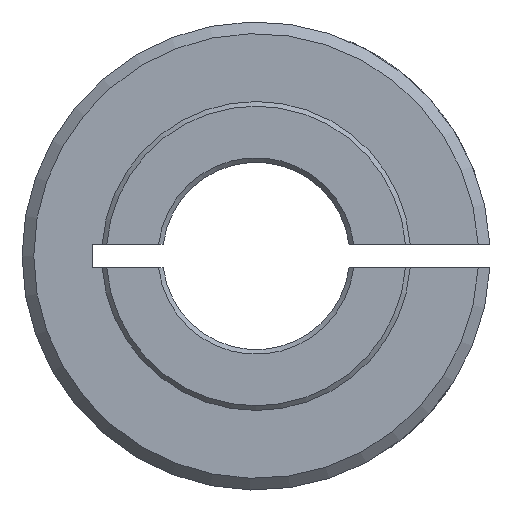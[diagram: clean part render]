
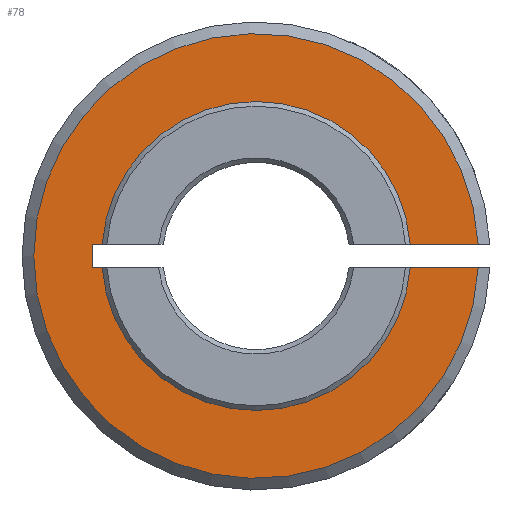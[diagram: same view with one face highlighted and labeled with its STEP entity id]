
A CAD part, left-side view. The second image highlights one B-rep face of the part: STEP entity #78.
In plain terms, the highlighted planar face has unit normal (-1, 0, 0).
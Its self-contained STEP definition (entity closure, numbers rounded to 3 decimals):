
#78 = ADVANCED_FACE( '', ( #170 ), #171, .T. );
#170 = FACE_OUTER_BOUND( '', #268, .T. );
#171 = PLANE( '', #269 );
#268 = EDGE_LOOP( '', ( #437, #438, #439, #440, #441, #442, #443, #444 ) );
#269 = AXIS2_PLACEMENT_3D( '', #445, #446, #447 );
#437 = ORIENTED_EDGE( '', *, *, #615, .F. );
#438 = ORIENTED_EDGE( '', *, *, #620, .T. );
#439 = ORIENTED_EDGE( '', *, *, #639, .T. );
#440 = ORIENTED_EDGE( '', *, *, #640, .T. );
#441 = ORIENTED_EDGE( '', *, *, #641, .T. );
#442 = ORIENTED_EDGE( '', *, *, #630, .T. );
#443 = ORIENTED_EDGE( '', *, *, #578, .T. );
#444 = ORIENTED_EDGE( '', *, *, #642, .T. );
#445 = CARTESIAN_POINT( '', ( 1., 9.5, 0. ) );
#446 = DIRECTION( '', ( -1., 0., 0. ) );
#447 = DIRECTION( '', ( 0., 0., 1. ) );
#578 = EDGE_CURVE( '', #683, #684, #685, .T. );
#615 = EDGE_CURVE( '', #744, #746, #747, .T. );
#620 = EDGE_CURVE( '', #744, #753, #755, .T. );
#630 = EDGE_CURVE( '', #770, #683, #771, .T. );
#639 = EDGE_CURVE( '', #753, #783, #784, .T. );
#640 = EDGE_CURVE( '', #783, #785, #786, .T. );
#641 = EDGE_CURVE( '', #785, #770, #787, .T. );
#642 = EDGE_CURVE( '', #684, #746, #788, .T. );
#683 = VERTEX_POINT( '', #836 );
#684 = VERTEX_POINT( '', #837 );
#685 = CIRCLE( '', #838, 6.6 );
#744 = VERTEX_POINT( '', #986 );
#746 = VERTEX_POINT( '', #991 );
#747 = CIRCLE( '', #992, 9.5 );
#753 = VERTEX_POINT( '', #1004 );
#755 = LINE( '', #1007, #1008 );
#770 = VERTEX_POINT( '', #1041 );
#771 = LINE( '', #1042, #1043 );
#783 = VERTEX_POINT( '', #1057 );
#784 = CIRCLE( '', #1058, 6.6 );
#785 = VERTEX_POINT( '', #1059 );
#786 = LINE( '', #1060, #1061 );
#787 = LINE( '', #1062, #1063 );
#788 = LINE( '', #1064, #1065 );
#836 = CARTESIAN_POINT( '', ( 1., 6.581, 0.5 ) );
#837 = CARTESIAN_POINT( '', ( 1., -6.581, 0.5 ) );
#838 = AXIS2_PLACEMENT_3D( '', #1132, #1133, #1134 );
#986 = CARTESIAN_POINT( '', ( 1., -9.487, -0.5 ) );
#991 = CARTESIAN_POINT( '', ( 1., -9.487, 0.5 ) );
#992 = AXIS2_PLACEMENT_3D( '', #1181, #1182, #1183 );
#1004 = CARTESIAN_POINT( '', ( 1., -6.581, -0.5 ) );
#1007 = CARTESIAN_POINT( '', ( 1., 9.5, -0.5 ) );
#1008 = VECTOR( '', #1185, 1000. );
#1041 = CARTESIAN_POINT( '', ( 1., 7., 0.5 ) );
#1042 = CARTESIAN_POINT( '', ( 1., 9.5, 0.5 ) );
#1043 = VECTOR( '', #1189, 1000. );
#1057 = CARTESIAN_POINT( '', ( 1., 6.581, -0.5 ) );
#1058 = AXIS2_PLACEMENT_3D( '', #1201, #1202, #1203 );
#1059 = CARTESIAN_POINT( '', ( 1., 7., -0.5 ) );
#1060 = CARTESIAN_POINT( '', ( 1., 9.5, -0.5 ) );
#1061 = VECTOR( '', #1204, 1000. );
#1062 = CARTESIAN_POINT( '', ( 1., 7., 0. ) );
#1063 = VECTOR( '', #1205, 1000. );
#1064 = CARTESIAN_POINT( '', ( 1., 9.5, 0.5 ) );
#1065 = VECTOR( '', #1206, 1000. );
#1132 = CARTESIAN_POINT( '', ( 1., 0., 0. ) );
#1133 = DIRECTION( '', ( 1., 0., 0. ) );
#1134 = DIRECTION( '', ( 0., 0., -1. ) );
#1181 = CARTESIAN_POINT( '', ( 1., 0., 0. ) );
#1182 = DIRECTION( '', ( 1., 0., 0. ) );
#1183 = DIRECTION( '', ( 0., 0., -1. ) );
#1185 = DIRECTION( '', ( 0., 1., 0. ) );
#1189 = DIRECTION( '', ( 0., -1., 0. ) );
#1201 = CARTESIAN_POINT( '', ( 1., 0., 0. ) );
#1202 = DIRECTION( '', ( 1., 0., 0. ) );
#1203 = DIRECTION( '', ( 0., 0., -1. ) );
#1204 = DIRECTION( '', ( 0., 1., 0. ) );
#1205 = DIRECTION( '', ( 0., 0., 1. ) );
#1206 = DIRECTION( '', ( 0., -1., 0. ) );
